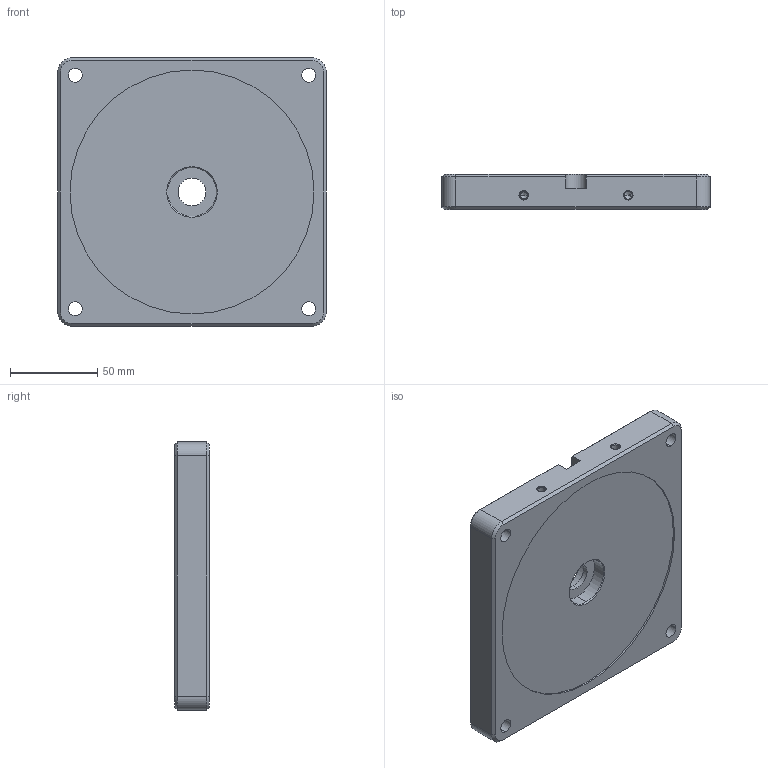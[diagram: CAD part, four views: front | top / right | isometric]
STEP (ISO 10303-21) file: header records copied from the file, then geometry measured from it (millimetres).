
FILE_DESCRIPTION (( 'STEP AP203' ), '1' );
FILE_NAME ('step baseTD.STEP', '2019-11-28T07:50:39', ( 'BT' ), ( '' ), 'SwSTEP 2.0', 'SolidWorks 2012', '' );
FILE_SCHEMA (( 'CONFIG_CONTROL_DESIGN' ));
Length unit declared in the file: millimetre
Products named in the file (1): step baseTD
Bounding box: 154 x 20 x 154 mm (x, y, z)
Volume: 429479.4 mm3; surface area: 64032 mm2
Topology: 1 solids, 1 shells, 76 faces, 175 edges, 104 vertices
Faces by surface type: cylinder 29, plane 23, cone 18, torus 6
Entity records: 2216 total; most frequent: DIRECTION 409, CARTESIAN_POINT 352, ORIENTED_EDGE 342, EDGE_CURVE 171, AXIS2_PLACEMENT_3D 161, VERTEX_POINT 104, EDGE_LOOP 93, LINE 87
